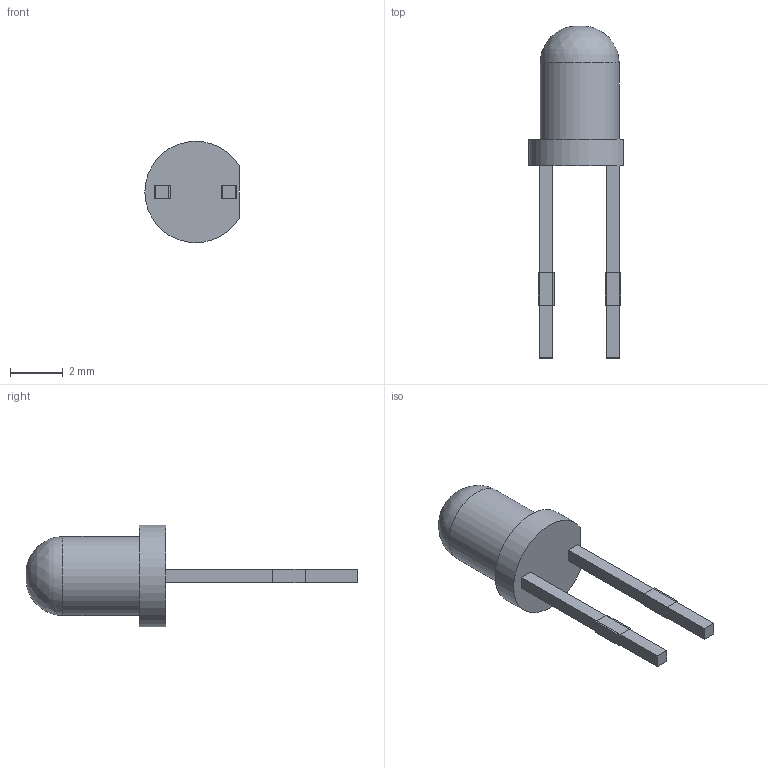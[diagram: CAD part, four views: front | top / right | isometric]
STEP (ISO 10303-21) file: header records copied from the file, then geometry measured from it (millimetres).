
FILE_DESCRIPTION(/* description */ (''),/* implementation_level */ '2;1');
FILE_NAME(/* name */ 'LED 3mm Ultra Violet.step',/* time_stamp */ '2019-02-07T05:11:07+11:00',/* author */ ('austfox'),/* organization */ (''),/* preprocessor_version */ 'ST-DEVELOPER v17.2',/* originating_system */ 'Autodesk Translation Framework v7.6.0.251',/* authorisation */ '');
FILE_SCHEMA (('AUTOMOTIVE_DESIGN { 1 0 10303 214 3 1 1 }'));
Length unit declared in the file: millimetre
Products named in the file (1): LED 3mm Ultra Violet
Bounding box: 3.58 x 12.6 x 3.85 mm (x, y, z)
Volume: 42.9 mm3; surface area: 105.4 mm2
Topology: 5 solids, 5 shells, 31 faces, 62 edges, 42 vertices
Faces by surface type: plane 28, cylinder 2, bspline 1
Full cylindrical faces by diameter (mm): 3 x1
Entity records: 859 total; most frequent: CARTESIAN_POINT 162, DIRECTION 133, ORIENTED_EDGE 124, EDGE_CURVE 62, LINE 53, VECTOR 53, VERTEX_POINT 42, AXIS2_PLACEMENT_3D 40
